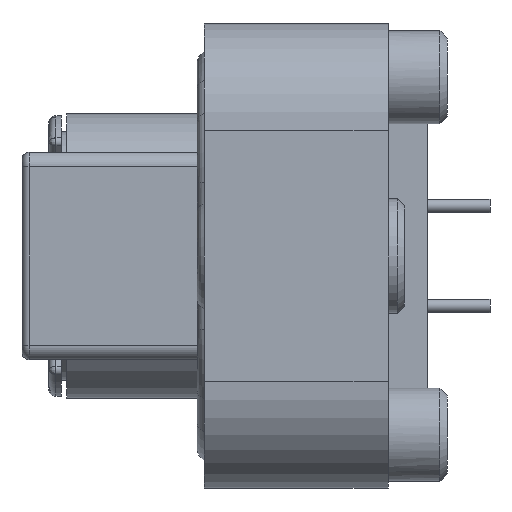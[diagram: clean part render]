
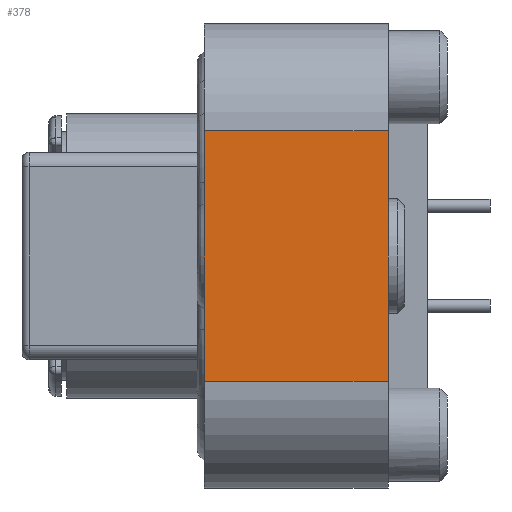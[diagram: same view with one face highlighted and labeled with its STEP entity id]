
A CAD part, left-side view. The second image highlights one B-rep face of the part: STEP entity #378.
In plain terms, the highlighted planar face has unit normal (-1, 0, 0).
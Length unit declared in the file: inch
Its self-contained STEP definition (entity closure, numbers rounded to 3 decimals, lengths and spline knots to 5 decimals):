
#50 = CARTESIAN_POINT ( 'NONE',  ( -1.2, 0.68, 0.35 ) ) ;
#378 = ADVANCED_FACE ( 'NONE', ( #10402 ), #5989, .F. ) ;
#903 = CARTESIAN_POINT ( 'NONE',  ( -1.2, 0.165, -0.35 ) ) ;
#1023 = DIRECTION ( 'NONE',  ( 0., -1., 0. ) ) ;
#1298 = CARTESIAN_POINT ( 'NONE',  ( -1.2, 0.68, -0.35 ) ) ;
#1495 = EDGE_CURVE ( 'NONE', #13673, #4620, #13849, .T. ) ;
#1800 = EDGE_LOOP ( 'NONE', ( #14224, #12675, #3706, #9053 ) ) ;
#2259 = VECTOR ( 'NONE', #13556, 39.37008 ) ;
#2815 = LINE ( 'NONE', #11206, #2259 ) ;
#3062 = CARTESIAN_POINT ( 'NONE',  ( -1.2, 0.68, -0.35 ) ) ;
#3706 = ORIENTED_EDGE ( 'NONE', *, *, #11778, .T. ) ;
#4054 = VECTOR ( 'NONE', #9302, 39.37008 ) ;
#4620 = VERTEX_POINT ( 'NONE', #50 ) ;
#5437 = CARTESIAN_POINT ( 'NONE',  ( -1.2, 0.165, 0.35 ) ) ;
#5651 = CARTESIAN_POINT ( 'NONE',  ( -1.2, 0.165, -0.35 ) ) ;
#5898 = CARTESIAN_POINT ( 'NONE',  ( -1.2, 4.08947, -0.35 ) ) ;
#5989 = PLANE ( 'NONE',  #9011 ) ;
#6076 = VECTOR ( 'NONE', #1023, 39.37008 ) ;
#7152 = EDGE_CURVE ( 'NONE', #4620, #8481, #2815, .T. ) ;
#7936 = LINE ( 'NONE', #9323, #6076 ) ;
#8031 = DIRECTION ( 'NONE',  ( 0., 0., 1. ) ) ;
#8327 = DIRECTION ( 'NONE',  ( 0., 0., -1. ) ) ;
#8481 = VERTEX_POINT ( 'NONE', #5437 ) ;
#8642 = VERTEX_POINT ( 'NONE', #5651 ) ;
#9011 = AXIS2_PLACEMENT_3D ( 'NONE', #5898, #11889, #8327 ) ;
#9053 = ORIENTED_EDGE ( 'NONE', *, *, #7152, .F. ) ;
#9302 = DIRECTION ( 'NONE',  ( 0., 0., 1. ) ) ;
#9323 = CARTESIAN_POINT ( 'NONE',  ( -1.2, 4.08947, -0.35 ) ) ;
#10402 = FACE_OUTER_BOUND ( 'NONE', #1800, .T. ) ;
#11206 = CARTESIAN_POINT ( 'NONE',  ( -1.2, 4.08947, 0.35 ) ) ;
#11778 = EDGE_CURVE ( 'NONE', #8642, #8481, #13246, .T. ) ;
#11889 = DIRECTION ( 'NONE',  ( 1., 0., 0. ) ) ;
#11984 = VECTOR ( 'NONE', #8031, 39.37008 ) ;
#12145 = EDGE_CURVE ( 'NONE', #13673, #8642, #7936, .T. ) ;
#12675 = ORIENTED_EDGE ( 'NONE', *, *, #12145, .T. ) ;
#13246 = LINE ( 'NONE', #903, #4054 ) ;
#13556 = DIRECTION ( 'NONE',  ( 0., -1., 0. ) ) ;
#13673 = VERTEX_POINT ( 'NONE', #1298 ) ;
#13849 = LINE ( 'NONE', #3062, #11984 ) ;
#14224 = ORIENTED_EDGE ( 'NONE', *, *, #1495, .F. ) ;
